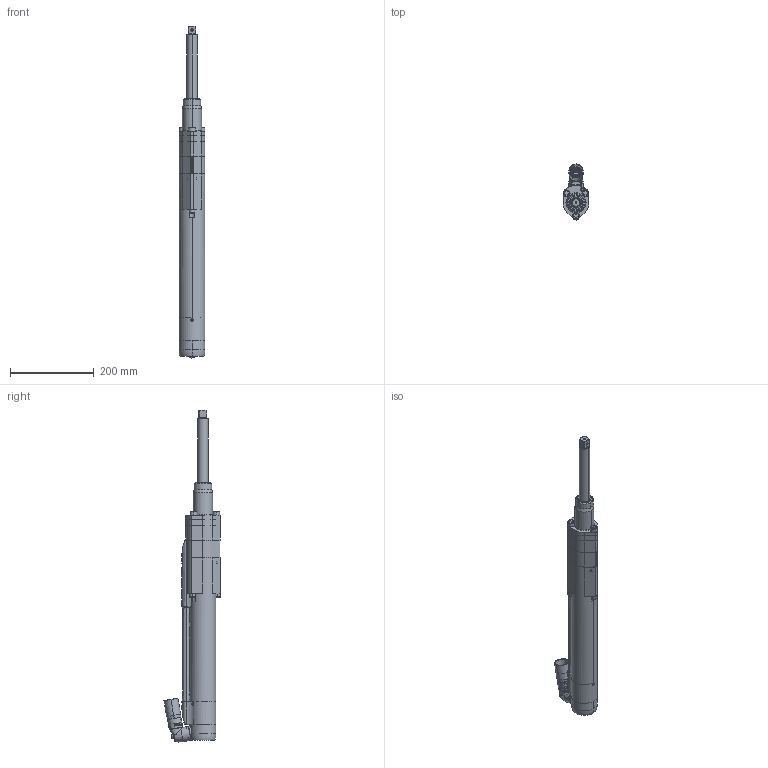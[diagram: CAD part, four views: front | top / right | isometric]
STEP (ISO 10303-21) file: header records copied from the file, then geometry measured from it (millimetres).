
FILE_DESCRIPTION((''),'2;1');
FILE_NAME('K_8435408357_ASM','2013-05-08T',('tooextcsr'),(''),'PRO/ENGINEER BY PARAMETRIC TECHNOLOGY CORPORATION, 2012420','PRO/ENGINEER BY PARAMETRIC TECHNOLOGY CORPORATION, 2012420','');
FILE_SCHEMA(('CONFIG_CONTROL_DESIGN','GEOMETRIC_VALIDATION_PROPERTIES_MIM'));
Products named in the file (7): QST62_REARCOVER_02; QST_CONNECTOR_02; QST62_350_CT_BODY_50; QST62_SPACER_01; QST62_FRONT_50; QST62_SOCKETHOLDER_252_19; K_8435408357_ASM
Assembly tree (6 placements, depth 2):
  K_8435408357_ASM
    QST62_REARCOVER_02
    QST_CONNECTOR_02
    QST62_350_CT_BODY_50
    QST62_SPACER_01
    QST62_FRONT_50
    QST62_SOCKETHOLDER_252_19
Bounding box: 62 x 134.4 x 794.1 mm (x, y, z)
Volume: 1261103.4 mm3; surface area: 426875.6 mm2
Topology: 6 solids, 34 shells, 3256 faces, 8947 edges, 5818 vertices
Faces by surface type: plane 1268, cylinder 1047, cone 388, torus 281, bspline 248, extrusion 14, revolution 6, sphere 4
Entity records: 142055 total; most frequent: CARTESIAN_POINT 36979, ORIENTED_EDGE 17812, DIRECTION 15846, EDGE_CURVE 8920, AXIS2_PLACEMENT_3D 6184, PRESENTATION_STYLE_ASSIGNMENT 5897, STYLED_ITEM 5838, VERTEX_POINT 5818
